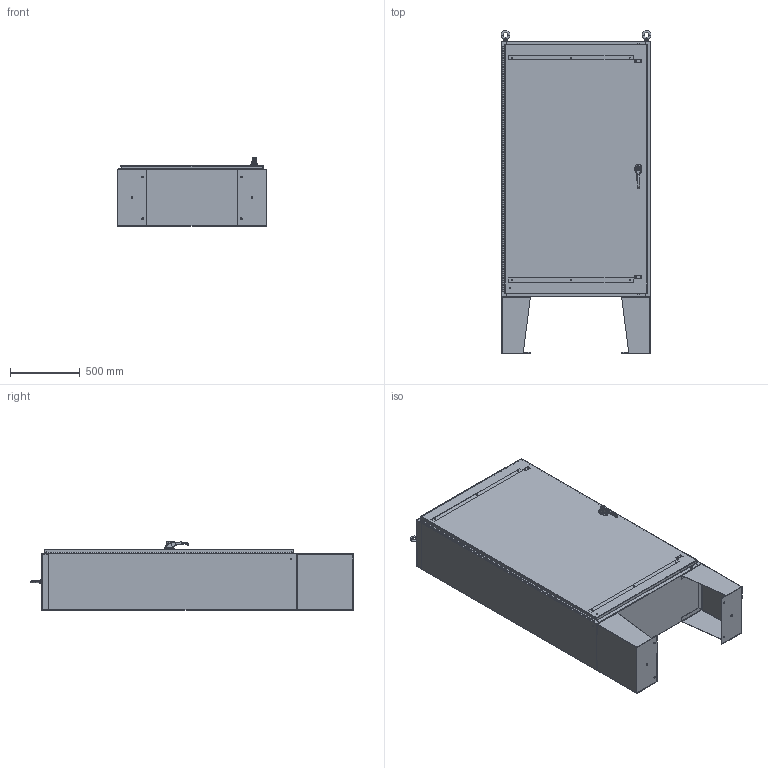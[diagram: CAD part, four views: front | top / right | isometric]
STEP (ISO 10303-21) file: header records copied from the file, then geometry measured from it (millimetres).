
FILE_DESCRIPTION (( 'STEP AP203' ), '1' );
FILE_NAME ('N72HS4216SSWPLS3PT.STEP', '2014-03-28T18:52:05', ( 'changeme' ), ( 'Microsoft' ), 'SwSTEP 2.0', 'SolidWorks 2013', '' );
FILE_SCHEMA (( 'CONFIG_CONTROL_DESIGN' ));
Length unit declared in the file: inch
Products named in the file (35): 26161102; N72HS4216SSWPLS3PT Mounting Studs; N72HS4216SSWPLS3PT; N72HS4216SSWPLS3PT Body; 2616310101; 297026; N72HS4216SSWPLS3PT Hinge Enclosure Side2; N72HS4216SSWPLS3PT Bottom; 00005310_26163101; 21130102; N72HS4216SSWPLS3PT Hinge Cover Side; N72HS4216SSWPLS3PT Top; 022151; 00005090; N72HS4216SSWPLS3PT 125 Pin Hinge; N72HS4216SSWPLS3PT SD-LSK-Stand; N72HS4216SSWPLS3PT 263033_Industrilas; g26103103_26163303; Quarter-20 CD Stud; N72HS4216SSWPLS3PT SD-LSK - Base; N72HS4216SSWPLS3PT Defeater Handle - 3 - 2500-51 ZN; 033060_032151; N72HS4216SSWPLS3PT Enclosure Stiffener; N72HS4216SSWPLS3PT SD-LSK-ASSY; NMP-SS-RODGUIDES; 297025; 10_30 CD Stud; Eye-Bolt_Stiffener WMT Template 1920; N72HS4216SSWPLS3PT Defeater Handle Rod; 012103_012102; N72HS4216SSWPLS3PT Defeater Handle Stiffener; N72HS4216SSWPLS3PT Backpanel; HW-EYE-NH-20425_3014T52; N72HS4216SSWPLS3PT Cover; 00005309_G26103101
Assembly tree (59 placements, depth 4):
  N72HS4216SSWPLS3PT
    N72HS4216SSWPLS3PT Backpanel
    N72HS4216SSWPLS3PT Mounting Studs  x8
    N72HS4216SSWPLS3PT 125 Pin Hinge
      N72HS4216SSWPLS3PT Hinge Enclosure Side2
      N72HS4216SSWPLS3PT Hinge Cover Side
    Quarter-20 CD Stud  x2
    N72HS4216SSWPLS3PT Enclosure Stiffener  x2
    10_30 CD Stud  x10
    N72HS4216SSWPLS3PT Defeater Handle Stiffener  x2
    N72HS4216SSWPLS3PT 263033_Industrilas
      26161102
      297026
      21130102
      00005090
      g26103103_26163303
      033060_032151  x2
      297025
      012103_012102
      00005310_26163101
        00005309_G26103101
        2616310101
      022151
    N72HS4216SSWPLS3PT Defeater Handle - 3 - 2500-51 ZN
    NMP-SS-RODGUIDES  x2
    N72HS4216SSWPLS3PT Defeater Handle Rod  x2
    N72HS4216SSWPLS3PT Cover
    N72HS4216SSWPLS3PT Body
    N72HS4216SSWPLS3PT Bottom
    N72HS4216SSWPLS3PT Top
    N72HS4216SSWPLS3PT SD-LSK-ASSY  x2
      N72HS4216SSWPLS3PT SD-LSK-Stand
      N72HS4216SSWPLS3PT SD-LSK - Base
    Eye-Bolt_Stiffener WMT Template 1920  x2
    HW-EYE-NH-20425_3014T52  x2
Bounding box: 1073.67 x 2311.4 x 490.4 mm (x, y, z)
Volume: 21016274.7 mm3; surface area: 19974853.1 mm2
Topology: 55 solids, 57 shells, 4096 faces, 10190 edges, 6248 vertices
Faces by surface type: plane 1673, cylinder 1605, bspline 361, cone 353, torus 104
Entity records: 155470 total; most frequent: CARTESIAN_POINT 66330, ORIENTED_EDGE 18208, DIRECTION 17173, EDGE_CURVE 9105, AXIS2_PLACEMENT_3D 6204, VERTEX_POINT 5616, LINE 4765, VECTOR 4765
